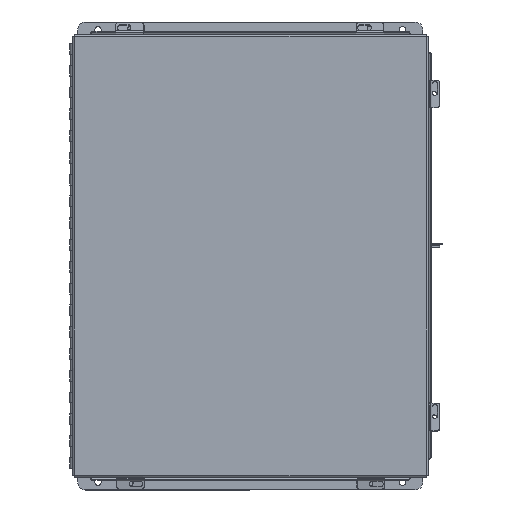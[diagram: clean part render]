
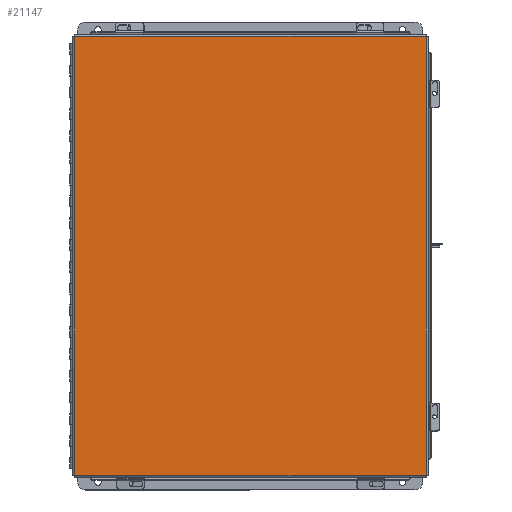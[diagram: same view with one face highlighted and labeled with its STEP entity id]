
A CAD part, top view. The second image highlights one B-rep face of the part: STEP entity #21147.
In plain terms, the highlighted face is planar.
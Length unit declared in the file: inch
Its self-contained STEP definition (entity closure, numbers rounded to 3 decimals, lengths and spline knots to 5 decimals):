
#1525 = DIRECTION ( 'NONE',  ( 0., -1., 0. ) ) ;
#2421 = PLANE ( 'NONE',  #20231 ) ;
#3212 = LINE ( 'NONE', #8577, #16986 ) ;
#3631 = EDGE_CURVE ( 'NONE', #20027, #15240, #6995, .T. ) ;
#6443 = VECTOR ( 'NONE', #1525, 39.37008 ) ;
#6580 = DIRECTION ( 'NONE',  ( -1., 0., 0. ) ) ;
#6995 = LINE ( 'NONE', #22161, #6443 ) ;
#7557 = CARTESIAN_POINT ( 'NONE',  ( -8.06855, -10.07448, -0.0747 ) ) ;
#7691 = DIRECTION ( 'NONE',  ( 0., 0., -1. ) ) ;
#8105 = DIRECTION ( 'NONE',  ( 1., 0., 0. ) ) ;
#8205 = EDGE_CURVE ( 'NONE', #20542, #19558, #21953, .T. ) ;
#8455 = ORIENTED_EDGE ( 'NONE', *, *, #15905, .T. ) ;
#8577 = CARTESIAN_POINT ( 'NONE',  ( 8.07448, -10.06855, -0.0747 ) ) ;
#8718 = CARTESIAN_POINT ( 'NONE',  ( -8.06855, -10.06855, -0.0747 ) ) ;
#9055 = CARTESIAN_POINT ( 'NONE',  ( 8.06855, 10.06855, -0.0747 ) ) ;
#9553 = LINE ( 'NONE', #16701, #18722 ) ;
#10734 = ORIENTED_EDGE ( 'NONE', *, *, #11299, .T. ) ;
#11299 = EDGE_CURVE ( 'NONE', #15240, #20542, #3212, .T. ) ;
#12776 = VECTOR ( 'NONE', #13354, 39.37008 ) ;
#13354 = DIRECTION ( 'NONE',  ( 0., 1., 0. ) ) ;
#14653 = CARTESIAN_POINT ( 'NONE',  ( 8.06855, -10.06855, -0.0747 ) ) ;
#15240 = VERTEX_POINT ( 'NONE', #14653 ) ;
#15552 = FACE_OUTER_BOUND ( 'NONE', #17335, .T. ) ;
#15905 = EDGE_CURVE ( 'NONE', #19558, #20027, #9553, .T. ) ;
#16356 = ORIENTED_EDGE ( 'NONE', *, *, #3631, .T. ) ;
#16701 = CARTESIAN_POINT ( 'NONE',  ( -8.07448, 10.06855, -0.0747 ) ) ;
#16986 = VECTOR ( 'NONE', #6580, 39.37008 ) ;
#17335 = EDGE_LOOP ( 'NONE', ( #8455, #16356, #10734, #20547 ) ) ;
#17994 = CARTESIAN_POINT ( 'NONE',  ( 0., 0., -0.0747 ) ) ;
#18357 = CARTESIAN_POINT ( 'NONE',  ( -8.06855, 10.06855, -0.0747 ) ) ;
#18722 = VECTOR ( 'NONE', #8105, 39.37008 ) ;
#19558 = VERTEX_POINT ( 'NONE', #18357 ) ;
#19814 = DIRECTION ( 'NONE',  ( -1., 0., 0. ) ) ;
#20027 = VERTEX_POINT ( 'NONE', #9055 ) ;
#20231 = AXIS2_PLACEMENT_3D ( 'NONE', #17994, #7691, #19814 ) ;
#20542 = VERTEX_POINT ( 'NONE', #8718 ) ;
#20547 = ORIENTED_EDGE ( 'NONE', *, *, #8205, .T. ) ;
#21147 = ADVANCED_FACE ( 'NONE', ( #15552 ), #2421, .T. ) ;
#21953 = LINE ( 'NONE', #7557, #12776 ) ;
#22161 = CARTESIAN_POINT ( 'NONE',  ( 8.06855, 10.07448, -0.0747 ) ) ;
